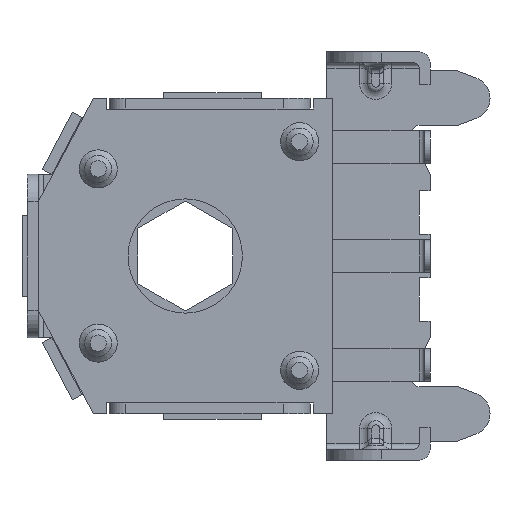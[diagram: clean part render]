
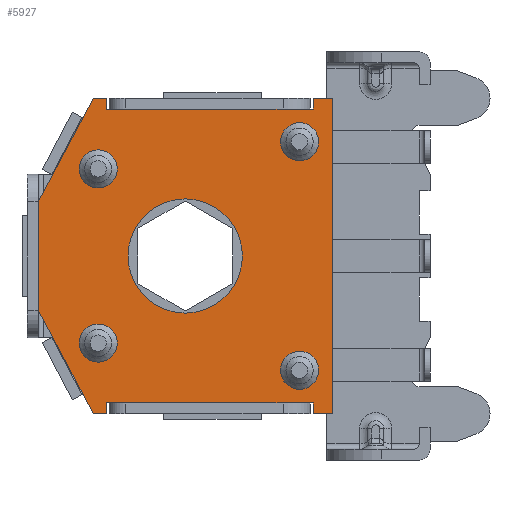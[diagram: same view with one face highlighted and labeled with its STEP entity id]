
A CAD part, front view. The second image highlights one B-rep face of the part: STEP entity #5927.
In plain terms, the highlighted planar face has unit normal (0, -1, 0).
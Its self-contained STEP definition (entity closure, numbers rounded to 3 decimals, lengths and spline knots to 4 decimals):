
#103=FACE_BOUND('',#1166,.T.);
#104=FACE_BOUND('',#1167,.T.);
#105=FACE_BOUND('',#1168,.T.);
#106=FACE_BOUND('',#1169,.T.);
#107=FACE_BOUND('',#1170,.T.);
#469=CIRCLE('',#6548,1.05);
#470=CIRCLE('',#6549,1.05);
#489=CIRCLE('',#6592,0.35);
#490=CIRCLE('',#6594,0.35);
#491=CIRCLE('',#6595,0.35);
#492=CIRCLE('',#6596,0.35);
#810=FACE_OUTER_BOUND('',#1165,.T.);
#1165=EDGE_LOOP('',(#5328,#5329,#5330,#5331,#5332,#5333,#5334,#5335,#5336,
#5337,#5338,#5339,#5340,#5341));
#1166=EDGE_LOOP('',(#5342,#5343));
#1167=EDGE_LOOP('',(#5344));
#1168=EDGE_LOOP('',(#5345));
#1169=EDGE_LOOP('',(#5346));
#1170=EDGE_LOOP('',(#5347));
#1625=LINE('',#10220,#2202);
#1634=LINE('',#10243,#2211);
#1648=LINE('',#10280,#2225);
#1746=LINE('',#10563,#2323);
#1747=LINE('',#10565,#2324);
#1748=LINE('',#10567,#2325);
#1749=LINE('',#10569,#2326);
#1750=LINE('',#10570,#2327);
#1751=LINE('',#10572,#2328);
#1752=LINE('',#10574,#2329);
#1753=LINE('',#10576,#2330);
#1754=LINE('',#10578,#2331);
#1755=LINE('',#10579,#2332);
#1756=LINE('',#10580,#2333);
#2202=VECTOR('',#7969,10.);
#2211=VECTOR('',#7986,10.);
#2225=VECTOR('',#8016,10.);
#2323=VECTOR('',#8310,10.);
#2324=VECTOR('',#8311,10.);
#2325=VECTOR('',#8312,10.);
#2326=VECTOR('',#8313,10.);
#2327=VECTOR('',#8314,10.);
#2328=VECTOR('',#8315,10.);
#2329=VECTOR('',#8316,10.);
#2330=VECTOR('',#8317,10.);
#2331=VECTOR('',#8318,10.);
#2332=VECTOR('',#8319,10.);
#2333=VECTOR('',#8320,10.);
#2760=VERTEX_POINT('',#10217);
#2761=VERTEX_POINT('',#10219);
#2770=VERTEX_POINT('',#10240);
#2771=VERTEX_POINT('',#10242);
#2785=VERTEX_POINT('',#10277);
#2786=VERTEX_POINT('',#10279);
#2848=VERTEX_POINT('',#10470);
#2849=VERTEX_POINT('',#10471);
#2872=VERTEX_POINT('',#10558);
#2873=VERTEX_POINT('',#10562);
#2874=VERTEX_POINT('',#10564);
#2875=VERTEX_POINT('',#10566);
#2876=VERTEX_POINT('',#10568);
#2877=VERTEX_POINT('',#10571);
#2878=VERTEX_POINT('',#10573);
#2879=VERTEX_POINT('',#10575);
#2880=VERTEX_POINT('',#10577);
#2881=VERTEX_POINT('',#10581);
#2882=VERTEX_POINT('',#10583);
#2883=VERTEX_POINT('',#10585);
#3543=EDGE_CURVE('',#2761,#2760,#1625,.T.);
#3554=EDGE_CURVE('',#2771,#2770,#1634,.T.);
#3572=EDGE_CURVE('',#2786,#2785,#1648,.T.);
#3665=EDGE_CURVE('',#2848,#2849,#469,.T.);
#3666=EDGE_CURVE('',#2849,#2848,#470,.T.);
#3705=EDGE_CURVE('',#2872,#2872,#489,.T.);
#3707=EDGE_CURVE('',#2770,#2873,#1746,.T.);
#3708=EDGE_CURVE('',#2873,#2874,#1747,.T.);
#3709=EDGE_CURVE('',#2874,#2875,#1748,.T.);
#3710=EDGE_CURVE('',#2875,#2876,#1749,.T.);
#3711=EDGE_CURVE('',#2876,#2761,#1750,.T.);
#3712=EDGE_CURVE('',#2760,#2877,#1751,.T.);
#3713=EDGE_CURVE('',#2877,#2878,#1752,.T.);
#3714=EDGE_CURVE('',#2879,#2878,#1753,.T.);
#3715=EDGE_CURVE('',#2879,#2880,#1754,.T.);
#3716=EDGE_CURVE('',#2786,#2880,#1755,.T.);
#3717=EDGE_CURVE('',#2785,#2771,#1756,.T.);
#3718=EDGE_CURVE('',#2881,#2881,#490,.T.);
#3719=EDGE_CURVE('',#2882,#2882,#491,.T.);
#3720=EDGE_CURVE('',#2883,#2883,#492,.T.);
#5328=ORIENTED_EDGE('',*,*,#3707,.T.);
#5329=ORIENTED_EDGE('',*,*,#3708,.T.);
#5330=ORIENTED_EDGE('',*,*,#3709,.T.);
#5331=ORIENTED_EDGE('',*,*,#3710,.T.);
#5332=ORIENTED_EDGE('',*,*,#3711,.T.);
#5333=ORIENTED_EDGE('',*,*,#3543,.T.);
#5334=ORIENTED_EDGE('',*,*,#3712,.T.);
#5335=ORIENTED_EDGE('',*,*,#3713,.T.);
#5336=ORIENTED_EDGE('',*,*,#3714,.F.);
#5337=ORIENTED_EDGE('',*,*,#3715,.T.);
#5338=ORIENTED_EDGE('',*,*,#3716,.F.);
#5339=ORIENTED_EDGE('',*,*,#3572,.T.);
#5340=ORIENTED_EDGE('',*,*,#3717,.T.);
#5341=ORIENTED_EDGE('',*,*,#3554,.T.);
#5342=ORIENTED_EDGE('',*,*,#3665,.T.);
#5343=ORIENTED_EDGE('',*,*,#3666,.T.);
#5344=ORIENTED_EDGE('',*,*,#3718,.F.);
#5345=ORIENTED_EDGE('',*,*,#3719,.F.);
#5346=ORIENTED_EDGE('',*,*,#3720,.F.);
#5347=ORIENTED_EDGE('',*,*,#3705,.F.);
#5597=PLANE('',#6593);
#5927=ADVANCED_FACE('',(#810,#103,#104,#105,#106,#107),#5597,.T.);
#6548=AXIS2_PLACEMENT_3D('',#10472,#8197,#8198);
#6549=AXIS2_PLACEMENT_3D('',#10473,#8199,#8200);
#6592=AXIS2_PLACEMENT_3D('',#10559,#8305,#8306);
#6593=AXIS2_PLACEMENT_3D('',#10561,#8308,#8309);
#6594=AXIS2_PLACEMENT_3D('',#10582,#8321,#8322);
#6595=AXIS2_PLACEMENT_3D('',#10584,#8323,#8324);
#6596=AXIS2_PLACEMENT_3D('',#10586,#8325,#8326);
#7969=DIRECTION('',(-1.,0.,0.));
#7986=DIRECTION('',(1.,0.,0.));
#8016=DIRECTION('',(1.,0.,0.));
#8197=DIRECTION('center_axis',(0.,1.,0.));
#8198=DIRECTION('ref_axis',(1.,0.,0.));
#8199=DIRECTION('center_axis',(0.,1.,0.));
#8200=DIRECTION('ref_axis',(1.,0.,0.));
#8305=DIRECTION('center_axis',(0.,-1.,0.));
#8306=DIRECTION('ref_axis',(-1.,0.,0.));
#8308=DIRECTION('center_axis',(0.,-1.,0.));
#8309=DIRECTION('ref_axis',(0.,0.,-1.));
#8310=DIRECTION('',(0.,0.,-1.));
#8311=DIRECTION('',(1.,0.,0.));
#8312=DIRECTION('',(0.,0.,1.));
#8313=DIRECTION('',(-1.,0.,0.));
#8314=DIRECTION('',(0.,0.,-1.));
#8315=DIRECTION('',(0.,0.,1.));
#8316=DIRECTION('',(-1.,0.,0.));
#8317=DIRECTION('',(0.469,0.,0.883));
#8318=DIRECTION('',(0.,0.,-1.));
#8319=DIRECTION('',(-0.469,0.,0.883));
#8320=DIRECTION('',(0.,0.,1.));
#8321=DIRECTION('center_axis',(0.,-1.,0.));
#8322=DIRECTION('ref_axis',(-1.,0.,0.));
#8323=DIRECTION('center_axis',(0.,-1.,0.));
#8324=DIRECTION('ref_axis',(-1.,0.,0.));
#8325=DIRECTION('center_axis',(0.,-1.,0.));
#8326=DIRECTION('ref_axis',(-1.,0.,0.));
#10217=CARTESIAN_POINT('',(-1.4498,0.,2.7));
#10219=CARTESIAN_POINT('',(2.35,0.,2.7));
#10220=CARTESIAN_POINT('',(0.2251,0.,2.7));
#10240=CARTESIAN_POINT('',(2.35,0.,-2.7));
#10242=CARTESIAN_POINT('',(-1.4498,0.,-2.7));
#10243=CARTESIAN_POINT('',(0.2251,0.,-2.7));
#10277=CARTESIAN_POINT('',(-1.4498,0.,-2.9));
#10279=CARTESIAN_POINT('',(-1.6898,0.,-2.9));
#10280=CARTESIAN_POINT('',(-2.7,0.,-2.9));
#10470=CARTESIAN_POINT('',(1.05,0.,0.));
#10471=CARTESIAN_POINT('',(-1.05,0.,0.));
#10472=CARTESIAN_POINT('Origin',(0.,0.,0.));
#10473=CARTESIAN_POINT('Origin',(0.,0.,0.));
#10558=CARTESIAN_POINT('',(2.45,0.,-2.1));
#10559=CARTESIAN_POINT('Origin',(2.1,0.,-2.1));
#10561=CARTESIAN_POINT('Origin',(0.,0.,0.));
#10562=CARTESIAN_POINT('',(2.35,0.,-2.9));
#10563=CARTESIAN_POINT('',(2.35,0.,-1.45));
#10564=CARTESIAN_POINT('',(2.7,0.,-2.9));
#10565=CARTESIAN_POINT('',(-2.7,0.,-2.9));
#10566=CARTESIAN_POINT('',(2.7,0.,2.9));
#10567=CARTESIAN_POINT('',(2.7,0.,-2.9));
#10568=CARTESIAN_POINT('',(2.35,0.,2.9));
#10569=CARTESIAN_POINT('',(2.7,0.,2.9));
#10570=CARTESIAN_POINT('',(2.35,0.,1.45));
#10571=CARTESIAN_POINT('',(-1.4498,0.,2.9));
#10572=CARTESIAN_POINT('',(-1.4498,0.,1.45));
#10573=CARTESIAN_POINT('',(-1.6898,0.,2.9));
#10574=CARTESIAN_POINT('',(2.7,0.,2.9));
#10575=CARTESIAN_POINT('',(-2.7,0.,1.));
#10576=CARTESIAN_POINT('',(-2.3572,0.,1.6448));
#10577=CARTESIAN_POINT('',(-2.7,0.,-1.));
#10578=CARTESIAN_POINT('',(-2.7,0.,2.9));
#10579=CARTESIAN_POINT('',(-2.3572,0.,-1.6448));
#10580=CARTESIAN_POINT('',(-1.4498,0.,-1.45));
#10581=CARTESIAN_POINT('',(-1.25,0.,-1.6));
#10582=CARTESIAN_POINT('Origin',(-1.6,0.,-1.6));
#10583=CARTESIAN_POINT('',(2.45,0.,2.1));
#10584=CARTESIAN_POINT('Origin',(2.1,0.,2.1));
#10585=CARTESIAN_POINT('',(-1.25,0.,1.6));
#10586=CARTESIAN_POINT('Origin',(-1.6,0.,1.6));
